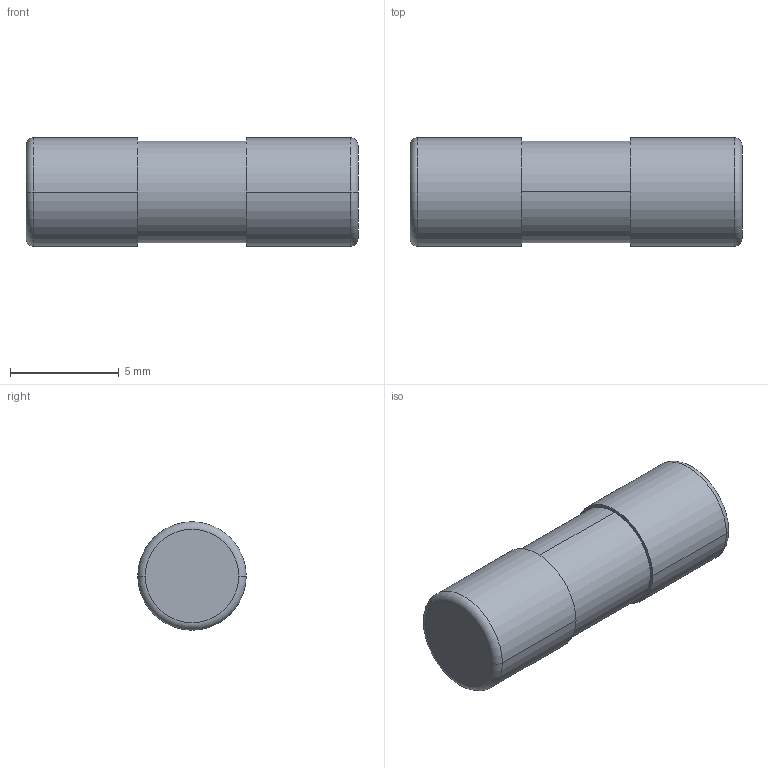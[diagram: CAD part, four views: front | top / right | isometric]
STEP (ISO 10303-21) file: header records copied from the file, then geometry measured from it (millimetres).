
FILE_DESCRIPTION (( 'STEP AP214' ), '1' );
FILE_NAME ('5x15 Fuse.STEP', '2024-04-14T19:22:33', ( '' ), ( '' ), 'SwSTEP 2.0', 'SolidWorks 2022', '' );
FILE_SCHEMA (( 'AUTOMOTIVE_DESIGN' ));
Length unit declared in the file: millimetre
Products named in the file (1): 5x15 Fuse
Bounding box: 15.3 x 5 x 5 mm (x, y, z)
Volume: 86.4 mm3; surface area: 781.3 mm2
Topology: 4 solids, 4 shells, 34 faces, 62 edges, 38 vertices
Faces by surface type: cylinder 12, plane 10, torus 8, bspline 4
Entity records: 4816 total; most frequent: CARTESIAN_POINT 3949, DIRECTION 158, ORIENTED_EDGE 124, AXIS2_PLACEMENT_3D 73, EDGE_CURVE 62, CIRCLE 42, VERTEX_POINT 38, EDGE_LOOP 38
